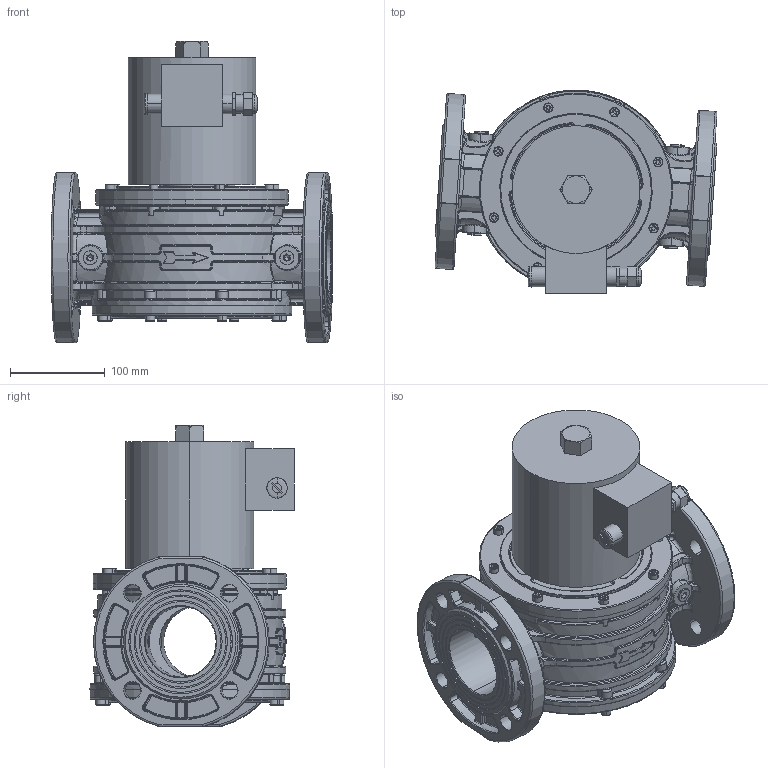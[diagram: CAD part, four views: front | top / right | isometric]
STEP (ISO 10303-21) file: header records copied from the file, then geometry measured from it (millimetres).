
FILE_DESCRIPTION((''),'2;1');
FILE_NAME('EV08B_108_ASM','2014-10-08T',('Matteo Bolognesi'),(''),'PRO/ENGINEER BY PARAMETRIC TECHNOLOGY CORPORATION, 2012130','PRO/ENGINEER BY PARAMETRIC TECHNOLOGY CORPORATION, 2012130','');
FILE_SCHEMA(('CONFIG_CONTROL_DESIGN'));
Products named in the file (9): CO-1214-R; FO-0870; TP-100; GUAINA; CELONIDEBODYDN80; NUT; FO-1100; VITIM6; EV08B_108_ASM
Assembly tree (26 placements, depth 2):
  EV08B_108_ASM
    CO-1214-R
    FO-0870
    TP-100  x4
    GUAINA
    CELONIDEBODYDN80
    NUT
    FO-1100
    VITIM6  x16
Bounding box: 297.48 x 215.49 x 317.8 mm (x, y, z)
Volume: 4308630.9 mm3; surface area: 670404.7 mm2
Topology: 26 solids, 43 shells, 3150 faces, 7057 edges, 4082 vertices
Faces by surface type: plane 957, cylinder 912, torus 620, bspline 429, sphere 116, cone 114, revolution 2
Entity records: 94307 total; most frequent: CARTESIAN_POINT 40882, DIRECTION 11714, ORIENTED_EDGE 10950, EDGE_CURVE 5509, AXIS2_PLACEMENT_3D 5096, VERTEX_POINT 3173, CIRCLE 3043, EDGE_LOOP 2604
